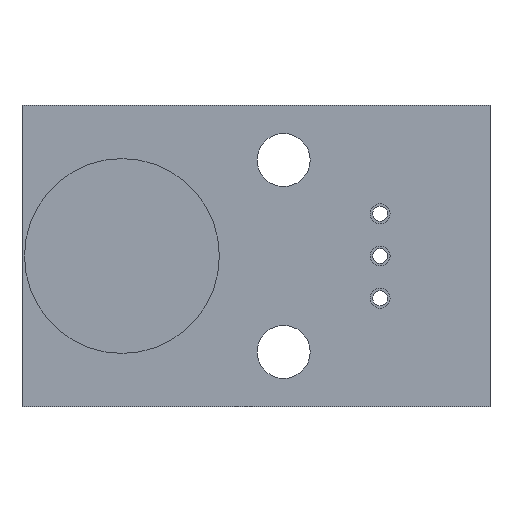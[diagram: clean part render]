
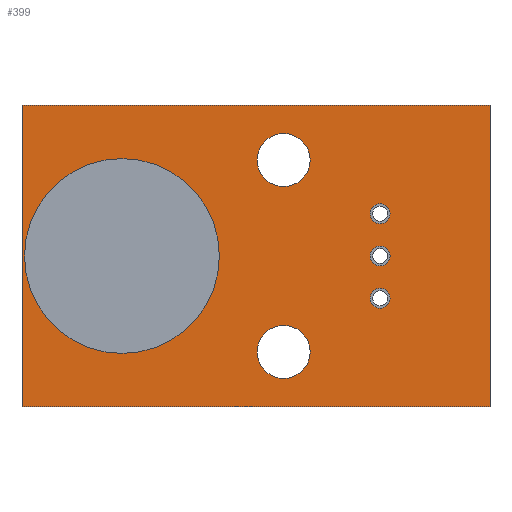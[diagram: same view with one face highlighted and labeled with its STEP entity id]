
A CAD part, front view. The second image highlights one B-rep face of the part: STEP entity #399.
In plain terms, the highlighted planar face has unit normal (0, -1, 0).
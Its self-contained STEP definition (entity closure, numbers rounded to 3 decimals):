
#22=FACE_BOUND('',#103,.T.);
#23=FACE_BOUND('',#104,.T.);
#24=FACE_BOUND('',#105,.T.);
#25=FACE_BOUND('',#106,.T.);
#26=FACE_BOUND('',#107,.T.);
#27=FACE_BOUND('',#108,.T.);
#40=PLANE('',#453);
#72=FACE_OUTER_BOUND('',#102,.T.);
#102=EDGE_LOOP('',(#329,#330,#331,#332));
#103=EDGE_LOOP('',(#333));
#104=EDGE_LOOP('',(#334));
#105=EDGE_LOOP('',(#335));
#106=EDGE_LOOP('',(#336));
#107=EDGE_LOOP('',(#337));
#108=EDGE_LOOP('',(#338));
#133=LINE('',#643,#157);
#137=LINE('',#651,#161);
#140=LINE('',#657,#164);
#143=LINE('',#662,#167);
#157=VECTOR('',#526,10.);
#161=VECTOR('',#532,10.);
#164=VECTOR('',#537,10.);
#167=VECTOR('',#542,10.);
#175=CIRCLE('',#430,0.6);
#177=CIRCLE('',#433,0.6);
#179=CIRCLE('',#436,0.6);
#182=CIRCLE('',#440,5.85);
#184=CIRCLE('',#444,1.59);
#186=CIRCLE('',#447,1.59);
#199=VERTEX_POINT('',#604);
#201=VERTEX_POINT('',#610);
#203=VERTEX_POINT('',#616);
#206=VERTEX_POINT('',#624);
#208=VERTEX_POINT('',#631);
#210=VERTEX_POINT('',#637);
#211=VERTEX_POINT('',#641);
#212=VERTEX_POINT('',#642);
#215=VERTEX_POINT('',#650);
#217=VERTEX_POINT('',#656);
#231=EDGE_CURVE('',#199,#199,#175,.T.);
#234=EDGE_CURVE('',#201,#201,#177,.T.);
#237=EDGE_CURVE('',#203,#203,#179,.T.);
#242=EDGE_CURVE('',#206,#206,#182,.T.);
#245=EDGE_CURVE('',#208,#208,#184,.T.);
#248=EDGE_CURVE('',#210,#210,#186,.T.);
#249=EDGE_CURVE('',#211,#212,#133,.T.);
#253=EDGE_CURVE('',#212,#215,#137,.T.);
#256=EDGE_CURVE('',#215,#217,#140,.T.);
#259=EDGE_CURVE('',#217,#211,#143,.T.);
#329=ORIENTED_EDGE('',*,*,#259,.T.);
#330=ORIENTED_EDGE('',*,*,#249,.T.);
#331=ORIENTED_EDGE('',*,*,#253,.T.);
#332=ORIENTED_EDGE('',*,*,#256,.T.);
#333=ORIENTED_EDGE('',*,*,#231,.T.);
#334=ORIENTED_EDGE('',*,*,#234,.T.);
#335=ORIENTED_EDGE('',*,*,#237,.T.);
#336=ORIENTED_EDGE('',*,*,#242,.T.);
#337=ORIENTED_EDGE('',*,*,#248,.F.);
#338=ORIENTED_EDGE('',*,*,#245,.F.);
#399=ADVANCED_FACE('',(#72,#22,#23,#24,#25,#26,#27),#40,.F.);
#430=AXIS2_PLACEMENT_3D('',#605,#482,#483);
#433=AXIS2_PLACEMENT_3D('',#611,#489,#490);
#436=AXIS2_PLACEMENT_3D('',#617,#496,#497);
#440=AXIS2_PLACEMENT_3D('',#626,#506,#507);
#444=AXIS2_PLACEMENT_3D('',#633,#515,#516);
#447=AXIS2_PLACEMENT_3D('',#639,#522,#523);
#453=AXIS2_PLACEMENT_3D('',#665,#546,#547);
#482=DIRECTION('center_axis',(0.,1.,0.));
#483=DIRECTION('ref_axis',(1.,0.,0.));
#489=DIRECTION('center_axis',(0.,1.,0.));
#490=DIRECTION('ref_axis',(1.,0.,0.));
#496=DIRECTION('center_axis',(0.,1.,0.));
#497=DIRECTION('ref_axis',(1.,0.,0.));
#506=DIRECTION('center_axis',(0.,1.,0.));
#507=DIRECTION('ref_axis',(1.,0.,0.));
#515=DIRECTION('center_axis',(0.,-1.,0.));
#516=DIRECTION('ref_axis',(1.,0.,0.));
#522=DIRECTION('center_axis',(0.,-1.,0.));
#523=DIRECTION('ref_axis',(1.,0.,0.));
#526=DIRECTION('',(0.,0.,-1.));
#532=DIRECTION('',(1.,0.,0.));
#537=DIRECTION('',(0.,0.,1.));
#542=DIRECTION('',(-1.,0.,0.));
#546=DIRECTION('center_axis',(0.,1.,0.));
#547=DIRECTION('ref_axis',(1.,0.,0.));
#604=CARTESIAN_POINT('',(20.9,0.,11.59));
#605=CARTESIAN_POINT('Origin',(21.5,0.,11.59));
#610=CARTESIAN_POINT('',(20.9,0.,9.05));
#611=CARTESIAN_POINT('Origin',(21.5,0.,9.05));
#616=CARTESIAN_POINT('',(20.9,0.,6.51));
#617=CARTESIAN_POINT('Origin',(21.5,0.,6.51));
#624=CARTESIAN_POINT('',(0.15,0.,9.05));
#626=CARTESIAN_POINT('Origin',(6.,0.,9.05));
#631=CARTESIAN_POINT('',(14.12,0.,3.29));
#633=CARTESIAN_POINT('Origin',(15.71,0.,3.29));
#637=CARTESIAN_POINT('',(14.12,0.,14.81));
#639=CARTESIAN_POINT('Origin',(15.71,0.,14.81));
#641=CARTESIAN_POINT('',(0.,0.,18.1));
#642=CARTESIAN_POINT('',(0.,0.,0.));
#643=CARTESIAN_POINT('',(0.,0.,18.1));
#650=CARTESIAN_POINT('',(28.1,0.,0.));
#651=CARTESIAN_POINT('',(0.,0.,0.));
#656=CARTESIAN_POINT('',(28.1,0.,18.1));
#657=CARTESIAN_POINT('',(28.1,0.,0.));
#662=CARTESIAN_POINT('',(28.1,0.,18.1));
#665=CARTESIAN_POINT('Origin',(14.05,0.,9.05));
